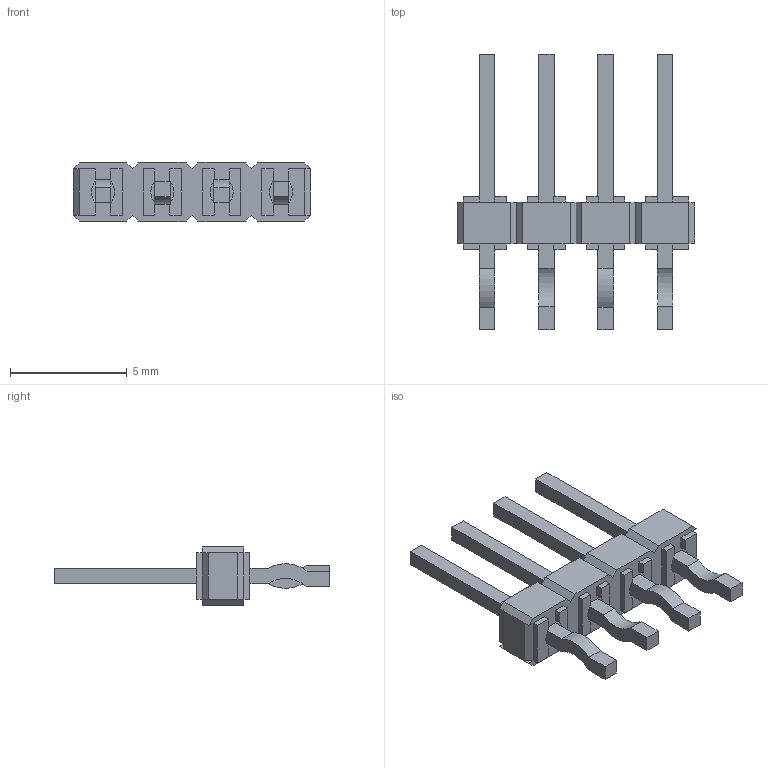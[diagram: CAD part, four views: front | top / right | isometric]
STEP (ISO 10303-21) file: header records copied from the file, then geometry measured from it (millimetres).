
FILE_DESCRIPTION((''),'2;1');
FILE_NAME('022285043','2007-11-26T',('gga'),(''),'PRO/ENGINEER BY PARAMETRIC TECHNOLOGY CORPORATION, 2003451','PRO/ENGINEER BY PARAMETRIC TECHNOLOGY CORPORATION, 2003451','');
FILE_SCHEMA(('CONFIG_CONTROL_DESIGN'));
Length unit declared in the file: inch
Products named in the file (1): 022285043
Bounding box: 10.16 x 11.81 x 2.49 mm (x, y, z)
Volume: 65.9 mm3; surface area: 224.1 mm2
Topology: 1 solids, 1 shells, 208 faces, 542 edges, 356 vertices
Faces by surface type: plane 184, cylinder 24
Entity records: 6307 total; most frequent: CARTESIAN_POINT 1100, ORIENTED_EDGE 1068, DIRECTION 1018, EDGE_CURVE 534, VECTOR 486, LINE 486, VERTEX_POINT 348, AXIS2_PLACEMENT_3D 266
